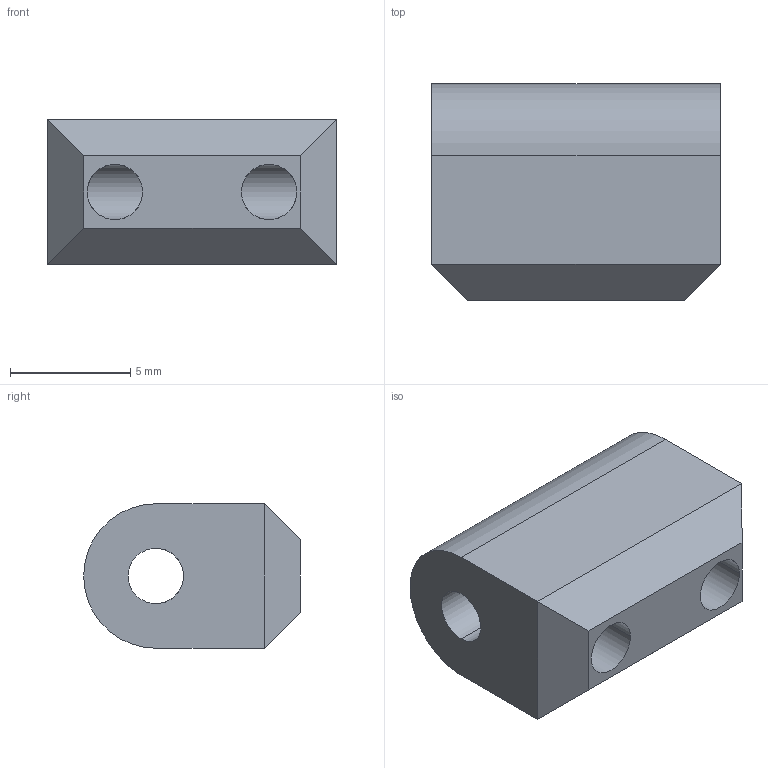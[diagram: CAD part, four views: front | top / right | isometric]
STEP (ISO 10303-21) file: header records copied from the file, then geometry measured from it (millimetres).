
FILE_DESCRIPTION (( 'STEP AP203' ), '1' );
FILE_NAME ('25.) Rear Cover Swivel.STEP', '2024-04-05T15:27:30', ( '' ), ( '' ), 'SwSTEP 2.0', 'SolidWorks 2024', '' );
FILE_SCHEMA (( 'CONFIG_CONTROL_DESIGN' ));
Length unit declared in the file: millimetre
Products named in the file (1): 25.) Rear Cover Swivel
Bounding box: 12 x 9 x 6 mm (x, y, z)
Volume: 474 mm3; surface area: 529.6 mm2
Topology: 1 solids, 1 shells, 19 faces, 49 edges, 30 vertices
Faces by surface type: cylinder 10, plane 9
Entity records: 660 total; most frequent: CARTESIAN_POINT 123, ORIENTED_EDGE 98, DIRECTION 93, EDGE_CURVE 49, AXIS2_PLACEMENT_3D 32, VERTEX_POINT 30, LINE 29, VECTOR 29
